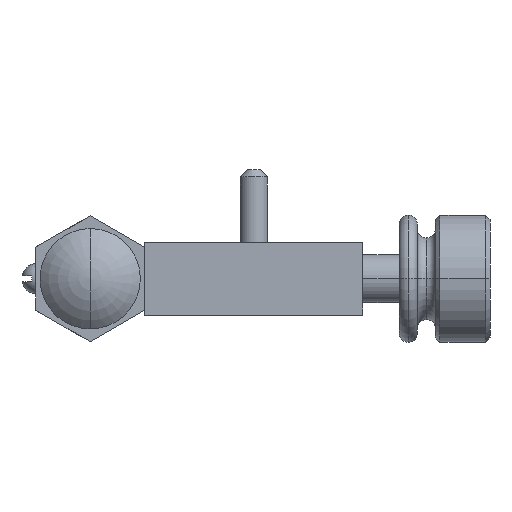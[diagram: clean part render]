
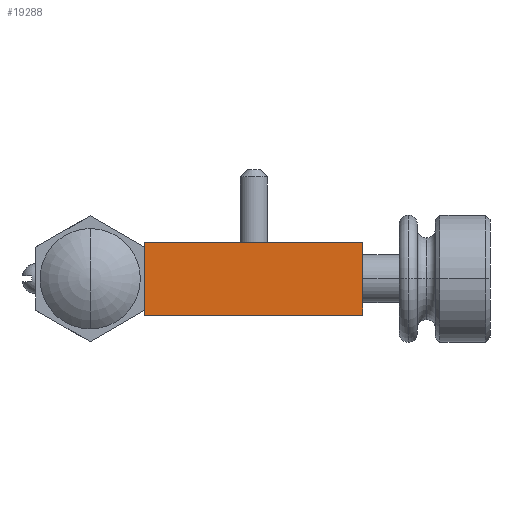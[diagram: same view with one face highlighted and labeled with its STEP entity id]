
A CAD part, left-side view. The second image highlights one B-rep face of the part: STEP entity #19288.
In plain terms, the highlighted planar face has unit normal (-1, 0, 0).
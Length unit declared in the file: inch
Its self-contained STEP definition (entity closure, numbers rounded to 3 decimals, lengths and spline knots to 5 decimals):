
#112 = ORIENTED_EDGE ( 'NONE', *, *, #17692, .T. ) ;
#1084 = LINE ( 'NONE', #21134, #5650 ) ;
#1184 = VERTEX_POINT ( 'NONE', #13346 ) ;
#1524 = DIRECTION ( 'NONE',  ( 0., 0., -1. ) ) ;
#3122 = FACE_OUTER_BOUND ( 'NONE', #4866, .T. ) ;
#3387 = DIRECTION ( 'NONE',  ( 0., 0., -1. ) ) ;
#3444 = DIRECTION ( 'NONE',  ( 0., -1., 0. ) ) ;
#3589 = ORIENTED_EDGE ( 'NONE', *, *, #6599, .T. ) ;
#3639 = VECTOR ( 'NONE', #13866, 39.37008 ) ;
#4574 = VERTEX_POINT ( 'NONE', #13809 ) ;
#4866 = EDGE_LOOP ( 'NONE', ( #112, #21753, #18345, #3589 ) ) ;
#5650 = VECTOR ( 'NONE', #11008, 39.37008 ) ;
#5998 = VECTOR ( 'NONE', #3444, 39.37008 ) ;
#6599 = EDGE_CURVE ( 'NONE', #19082, #4574, #8152, .T. ) ;
#7707 = VERTEX_POINT ( 'NONE', #9560 ) ;
#8152 = LINE ( 'NONE', #14939, #3639 ) ;
#8618 = VECTOR ( 'NONE', #3387, 39.37008 ) ;
#9560 = CARTESIAN_POINT ( 'NONE',  ( -6., -0.375, 0. ) ) ;
#9843 = EDGE_CURVE ( 'NONE', #1184, #7707, #21604, .T. ) ;
#11008 = DIRECTION ( 'NONE',  ( 0., -1., 0. ) ) ;
#11757 = DIRECTION ( 'NONE',  ( 1., 0., 0. ) ) ;
#12579 = CARTESIAN_POINT ( 'NONE',  ( -6., 0.375, 0.25 ) ) ;
#13346 = CARTESIAN_POINT ( 'NONE',  ( -6., -0.375, 0.25 ) ) ;
#13809 = CARTESIAN_POINT ( 'NONE',  ( -6., 0.375, 0. ) ) ;
#13866 = DIRECTION ( 'NONE',  ( 0., 0., -1. ) ) ;
#14939 = CARTESIAN_POINT ( 'NONE',  ( -6., 0.375, 0.25 ) ) ;
#15318 = CARTESIAN_POINT ( 'NONE',  ( -6., -0.375, 0.25 ) ) ;
#16411 = EDGE_CURVE ( 'NONE', #19082, #1184, #19566, .T. ) ;
#16658 = PLANE ( 'NONE',  #20799 ) ;
#17072 = CARTESIAN_POINT ( 'NONE',  ( -6., -0.375, 0.25 ) ) ;
#17692 = EDGE_CURVE ( 'NONE', #4574, #7707, #1084, .T. ) ;
#18345 = ORIENTED_EDGE ( 'NONE', *, *, #16411, .F. ) ;
#19082 = VERTEX_POINT ( 'NONE', #12579 ) ;
#19288 = ADVANCED_FACE ( 'NONE', ( #3122 ), #16658, .F. ) ;
#19566 = LINE ( 'NONE', #17072, #5998 ) ;
#20799 = AXIS2_PLACEMENT_3D ( 'NONE', #21872, #11757, #1524 ) ;
#21134 = CARTESIAN_POINT ( 'NONE',  ( -6., -0.375, 0. ) ) ;
#21604 = LINE ( 'NONE', #15318, #8618 ) ;
#21753 = ORIENTED_EDGE ( 'NONE', *, *, #9843, .F. ) ;
#21872 = CARTESIAN_POINT ( 'NONE',  ( -6., -0.375, 0.25 ) ) ;
